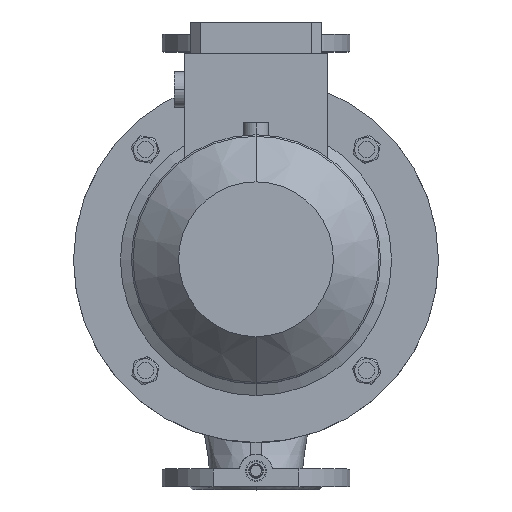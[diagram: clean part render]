
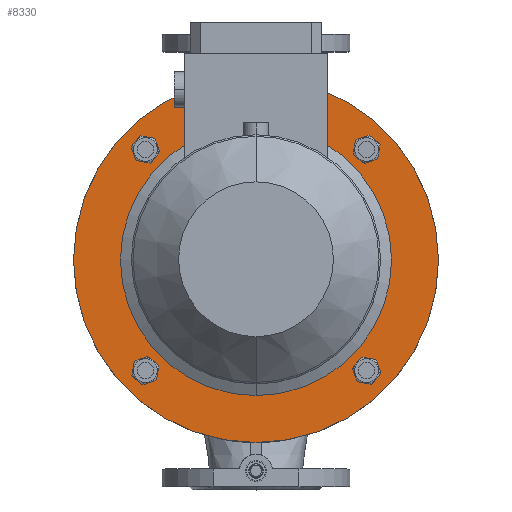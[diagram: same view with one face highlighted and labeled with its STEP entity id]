
A CAD part, top view. The second image highlights one B-rep face of the part: STEP entity #8330.
In plain terms, the highlighted planar face has unit normal (0, 0, 1).
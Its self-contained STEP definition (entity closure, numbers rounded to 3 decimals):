
#715 = CARTESIAN_POINT ( 'NONE',  ( -104.086, -94.839, 217. ) ) ;
#788 = CARTESIAN_POINT ( 'NONE',  ( -117.293, 108.046, 217. ) ) ;
#804 = EDGE_LOOP ( 'NONE', ( #6253, #27256 ) ) ;
#1217 = VERTEX_POINT ( 'NONE', #6987 ) ;
#2158 = ORIENTED_EDGE ( 'NONE', *, *, #30279, .F. ) ;
#3074 = CIRCLE ( 'NONE', #15640, 11.4 ) ;
#3325 = AXIS2_PLACEMENT_3D ( 'NONE', #16375, #10695, #29706 ) ;
#3882 = ORIENTED_EDGE ( 'NONE', *, *, #24470, .T. ) ;
#4603 = DIRECTION ( 'NONE',  ( 0., 1., 0. ) ) ;
#4912 = ORIENTED_EDGE ( 'NONE', *, *, #19918, .F. ) ;
#4951 = DIRECTION ( 'NONE',  ( 0., 0., 1. ) ) ;
#5128 = CARTESIAN_POINT ( 'NONE',  ( 0., -130., 217. ) ) ;
#5451 = CIRCLE ( 'NONE', #10693, 175. ) ;
#5977 = DIRECTION ( 'NONE',  ( 0., -1., 0. ) ) ;
#6225 = CARTESIAN_POINT ( 'NONE',  ( -94.839, 104.086, 217. ) ) ;
#6253 = ORIENTED_EDGE ( 'NONE', *, *, #33355, .T. ) ;
#6480 = CARTESIAN_POINT ( 'NONE',  ( 0., 130., 217. ) ) ;
#6626 = FACE_OUTER_BOUND ( 'NONE', #24546, .T. ) ;
#6632 = EDGE_LOOP ( 'NONE', ( #2158, #33520 ) ) ;
#6987 = CARTESIAN_POINT ( 'NONE',  ( 117.293, -108.046, 217. ) ) ;
#7905 = CIRCLE ( 'NONE', #23604, 175. ) ;
#8062 = DIRECTION ( 'NONE',  ( 0., -1., 0. ) ) ;
#8247 = CARTESIAN_POINT ( 'NONE',  ( 106.066, 106.066, 217. ) ) ;
#8330 = ADVANCED_FACE ( 'NONE', ( #12116, #25711, #21037, #13828, #15518, #6626 ), #15135, .T. ) ;
#8335 = EDGE_LOOP ( 'NONE', ( #17611, #29118 ) ) ;
#8339 = CARTESIAN_POINT ( 'NONE',  ( 0., -175., 217. ) ) ;
#9595 = ORIENTED_EDGE ( 'NONE', *, *, #34131, .F. ) ;
#9777 = AXIS2_PLACEMENT_3D ( 'NONE', #23354, #15974, #4603 ) ;
#10000 = DIRECTION ( 'NONE',  ( 0., -1., 0. ) ) ;
#10091 = DIRECTION ( 'NONE',  ( 0., 0., -1. ) ) ;
#10491 = DIRECTION ( 'NONE',  ( 0., 0., -1. ) ) ;
#10591 = CARTESIAN_POINT ( 'NONE',  ( -108.046, -117.293, 217. ) ) ;
#10631 = EDGE_CURVE ( 'NONE', #1217, #27050, #3074, .T. ) ;
#10693 = AXIS2_PLACEMENT_3D ( 'NONE', #33554, #14746, #25078 ) ;
#10695 = DIRECTION ( 'NONE',  ( 0., 0., -1. ) ) ;
#11075 = DIRECTION ( 'NONE',  ( 0., 1., 0. ) ) ;
#11187 = CARTESIAN_POINT ( 'NONE',  ( -106.066, -106.066, 217. ) ) ;
#11283 = AXIS2_PLACEMENT_3D ( 'NONE', #15026, #22857, #15247 ) ;
#11328 = CIRCLE ( 'NONE', #22287, 11.4 ) ;
#12116 = FACE_BOUND ( 'NONE', #23442, .T. ) ;
#13033 = CIRCLE ( 'NONE', #9777, 130. ) ;
#13341 = CIRCLE ( 'NONE', #29089, 11.4 ) ;
#13373 = VERTEX_POINT ( 'NONE', #8339 ) ;
#13452 = VERTEX_POINT ( 'NONE', #10591 ) ;
#13578 = CARTESIAN_POINT ( 'NONE',  ( 106.066, -106.066, 217. ) ) ;
#13828 = FACE_BOUND ( 'NONE', #6632, .T. ) ;
#14746 = DIRECTION ( 'NONE',  ( 0., 0., -1. ) ) ;
#15026 = CARTESIAN_POINT ( 'NONE',  ( 0., 175., 217. ) ) ;
#15135 = PLANE ( 'NONE',  #11283 ) ;
#15247 = DIRECTION ( 'NONE',  ( 0., -1., 0. ) ) ;
#15412 = CARTESIAN_POINT ( 'NONE',  ( 104.086, 94.839, 217. ) ) ;
#15518 = FACE_BOUND ( 'NONE', #804, .T. ) ;
#15640 = AXIS2_PLACEMENT_3D ( 'NONE', #13578, #27232, #16414 ) ;
#15911 = EDGE_CURVE ( 'NONE', #34912, #24104, #17828, .T. ) ;
#15974 = DIRECTION ( 'NONE',  ( 0., 0., -1. ) ) ;
#16375 = CARTESIAN_POINT ( 'NONE',  ( 0., 0., 217. ) ) ;
#16414 = DIRECTION ( 'NONE',  ( 0., -1., 0. ) ) ;
#16660 = DIRECTION ( 'NONE',  ( 0., 0., -1. ) ) ;
#16899 = VERTEX_POINT ( 'NONE', #5128 ) ;
#17195 = AXIS2_PLACEMENT_3D ( 'NONE', #21133, #32222, #10000 ) ;
#17445 = ORIENTED_EDGE ( 'NONE', *, *, #25228, .F. ) ;
#17611 = ORIENTED_EDGE ( 'NONE', *, *, #26728, .T. ) ;
#17828 = CIRCLE ( 'NONE', #20532, 11.4 ) ;
#18184 = AXIS2_PLACEMENT_3D ( 'NONE', #29577, #10091, #8062 ) ;
#18811 = DIRECTION ( 'NONE',  ( 0., -1., 0. ) ) ;
#18936 = DIRECTION ( 'NONE',  ( 0., -1., 0. ) ) ;
#19153 = DIRECTION ( 'NONE',  ( 0., 0., 1. ) ) ;
#19499 = DIRECTION ( 'NONE',  ( 0., 0., -1. ) ) ;
#19918 = EDGE_CURVE ( 'NONE', #24764, #13373, #7905, .T. ) ;
#19982 = VERTEX_POINT ( 'NONE', #715 ) ;
#20532 = AXIS2_PLACEMENT_3D ( 'NONE', #30210, #19499, #5977 ) ;
#20828 = EDGE_CURVE ( 'NONE', #19982, #13452, #13341, .T. ) ;
#20838 = CIRCLE ( 'NONE', #17195, 11.4 ) ;
#21037 = FACE_BOUND ( 'NONE', #34960, .T. ) ;
#21133 = CARTESIAN_POINT ( 'NONE',  ( 106.066, -106.066, 217. ) ) ;
#21164 = CIRCLE ( 'NONE', #18184, 11.4 ) ;
#22287 = AXIS2_PLACEMENT_3D ( 'NONE', #11187, #19153, #29976 ) ;
#22857 = DIRECTION ( 'NONE',  ( 0., 0., 1. ) ) ;
#22953 = VERTEX_POINT ( 'NONE', #26961 ) ;
#23309 = VERTEX_POINT ( 'NONE', #15412 ) ;
#23354 = CARTESIAN_POINT ( 'NONE',  ( 0., 0., 217. ) ) ;
#23442 = EDGE_LOOP ( 'NONE', ( #3882, #31097 ) ) ;
#23581 = CARTESIAN_POINT ( 'NONE',  ( -106.066, -106.066, 217. ) ) ;
#23604 = AXIS2_PLACEMENT_3D ( 'NONE', #27112, #27231, #11075 ) ;
#24006 = CIRCLE ( 'NONE', #31485, 11.4 ) ;
#24104 = VERTEX_POINT ( 'NONE', #6225 ) ;
#24470 = EDGE_CURVE ( 'NONE', #24104, #34912, #21164, .T. ) ;
#24546 = EDGE_LOOP ( 'NONE', ( #4912, #17445 ) ) ;
#24764 = VERTEX_POINT ( 'NONE', #30616 ) ;
#25078 = DIRECTION ( 'NONE',  ( 0., 1., 0. ) ) ;
#25102 = EDGE_CURVE ( 'NONE', #22953, #23309, #33092, .T. ) ;
#25228 = EDGE_CURVE ( 'NONE', #13373, #24764, #5451, .T. ) ;
#25711 = FACE_BOUND ( 'NONE', #8335, .T. ) ;
#25786 = CARTESIAN_POINT ( 'NONE',  ( 94.839, -104.086, 217. ) ) ;
#26296 = ORIENTED_EDGE ( 'NONE', *, *, #20828, .F. ) ;
#26728 = EDGE_CURVE ( 'NONE', #23309, #22953, #24006, .T. ) ;
#26761 = CARTESIAN_POINT ( 'NONE',  ( 106.066, 106.066, 217. ) ) ;
#26961 = CARTESIAN_POINT ( 'NONE',  ( 108.046, 117.293, 217. ) ) ;
#27050 = VERTEX_POINT ( 'NONE', #25786 ) ;
#27112 = CARTESIAN_POINT ( 'NONE',  ( 0., 0., 217. ) ) ;
#27231 = DIRECTION ( 'NONE',  ( 0., 0., -1. ) ) ;
#27232 = DIRECTION ( 'NONE',  ( 0., 0., 1. ) ) ;
#27256 = ORIENTED_EDGE ( 'NONE', *, *, #30396, .T. ) ;
#27653 = VERTEX_POINT ( 'NONE', #6480 ) ;
#29089 = AXIS2_PLACEMENT_3D ( 'NONE', #23581, #4951, #34334 ) ;
#29118 = ORIENTED_EDGE ( 'NONE', *, *, #25102, .T. ) ;
#29577 = CARTESIAN_POINT ( 'NONE',  ( -106.066, 106.066, 217. ) ) ;
#29706 = DIRECTION ( 'NONE',  ( 0., 1., 0. ) ) ;
#29976 = DIRECTION ( 'NONE',  ( 0., -1., 0. ) ) ;
#30210 = CARTESIAN_POINT ( 'NONE',  ( -106.066, 106.066, 217. ) ) ;
#30279 = EDGE_CURVE ( 'NONE', #27050, #1217, #20838, .T. ) ;
#30396 = EDGE_CURVE ( 'NONE', #16899, #27653, #33204, .T. ) ;
#30616 = CARTESIAN_POINT ( 'NONE',  ( 0., 175., 217. ) ) ;
#31097 = ORIENTED_EDGE ( 'NONE', *, *, #15911, .T. ) ;
#31485 = AXIS2_PLACEMENT_3D ( 'NONE', #8247, #16660, #18936 ) ;
#32222 = DIRECTION ( 'NONE',  ( 0., 0., 1. ) ) ;
#33092 = CIRCLE ( 'NONE', #33277, 11.4 ) ;
#33204 = CIRCLE ( 'NONE', #3325, 130. ) ;
#33277 = AXIS2_PLACEMENT_3D ( 'NONE', #26761, #10491, #18811 ) ;
#33355 = EDGE_CURVE ( 'NONE', #27653, #16899, #13033, .T. ) ;
#33520 = ORIENTED_EDGE ( 'NONE', *, *, #10631, .F. ) ;
#33554 = CARTESIAN_POINT ( 'NONE',  ( 0., 0., 217. ) ) ;
#34131 = EDGE_CURVE ( 'NONE', #13452, #19982, #11328, .T. ) ;
#34334 = DIRECTION ( 'NONE',  ( 0., -1., 0. ) ) ;
#34912 = VERTEX_POINT ( 'NONE', #788 ) ;
#34960 = EDGE_LOOP ( 'NONE', ( #26296, #9595 ) ) ;
